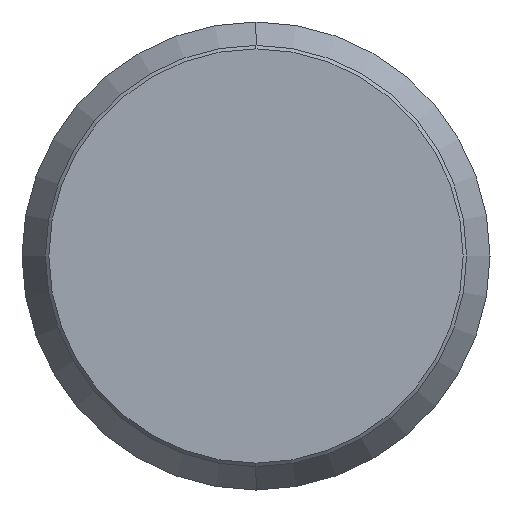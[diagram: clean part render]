
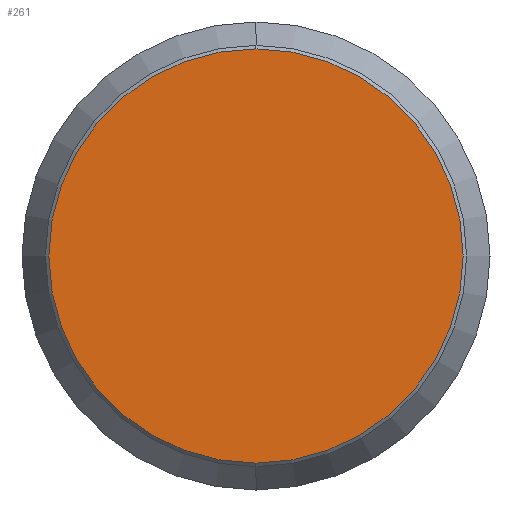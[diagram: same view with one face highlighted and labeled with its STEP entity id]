
A CAD part, left-side view. The second image highlights one B-rep face of the part: STEP entity #261.
In plain terms, the highlighted planar face has unit normal (-1, 0, 0).
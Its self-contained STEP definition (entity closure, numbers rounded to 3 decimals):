
#5 = DIRECTION ( 'NONE',  ( -1., 0., 0. ) ) ;
#33 = AXIS2_PLACEMENT_3D ( 'NONE', #337, #296, #95 ) ;
#39 = AXIS2_PLACEMENT_3D ( 'NONE', #513, #618, #200 ) ;
#95 = DIRECTION ( 'NONE',  ( 0., 0., -1. ) ) ;
#155 = PLANE ( 'NONE',  #33 ) ;
#173 = ORIENTED_EDGE ( 'NONE', *, *, #639, .T. ) ;
#194 = CARTESIAN_POINT ( 'NONE',  ( 0., 0., -17.7 ) ) ;
#200 = DIRECTION ( 'NONE',  ( 0., 0., 1. ) ) ;
#261 = ADVANCED_FACE ( 'NONE', ( #505 ), #155, .F. ) ;
#276 = CIRCLE ( 'NONE', #39, 17.7 ) ;
#296 = DIRECTION ( 'NONE',  ( 1., 0., 0. ) ) ;
#301 = VERTEX_POINT ( 'NONE', #494 ) ;
#303 = CARTESIAN_POINT ( 'NONE',  ( 0., 0., 0. ) ) ;
#337 = CARTESIAN_POINT ( 'NONE',  ( 0., 0., 0. ) ) ;
#369 = ORIENTED_EDGE ( 'NONE', *, *, #605, .T. ) ;
#435 = AXIS2_PLACEMENT_3D ( 'NONE', #303, #5, #613 ) ;
#494 = CARTESIAN_POINT ( 'NONE',  ( 0., 0., 17.7 ) ) ;
#505 = FACE_OUTER_BOUND ( 'NONE', #627, .T. ) ;
#513 = CARTESIAN_POINT ( 'NONE',  ( 0., 0., 0. ) ) ;
#521 = VERTEX_POINT ( 'NONE', #194 ) ;
#605 = EDGE_CURVE ( 'NONE', #301, #521, #615, .T. ) ;
#613 = DIRECTION ( 'NONE',  ( 0., 0., 1. ) ) ;
#615 = CIRCLE ( 'NONE', #435, 17.7 ) ;
#618 = DIRECTION ( 'NONE',  ( -1., 0., 0. ) ) ;
#627 = EDGE_LOOP ( 'NONE', ( #173, #369 ) ) ;
#639 = EDGE_CURVE ( 'NONE', #521, #301, #276, .T. ) ;
